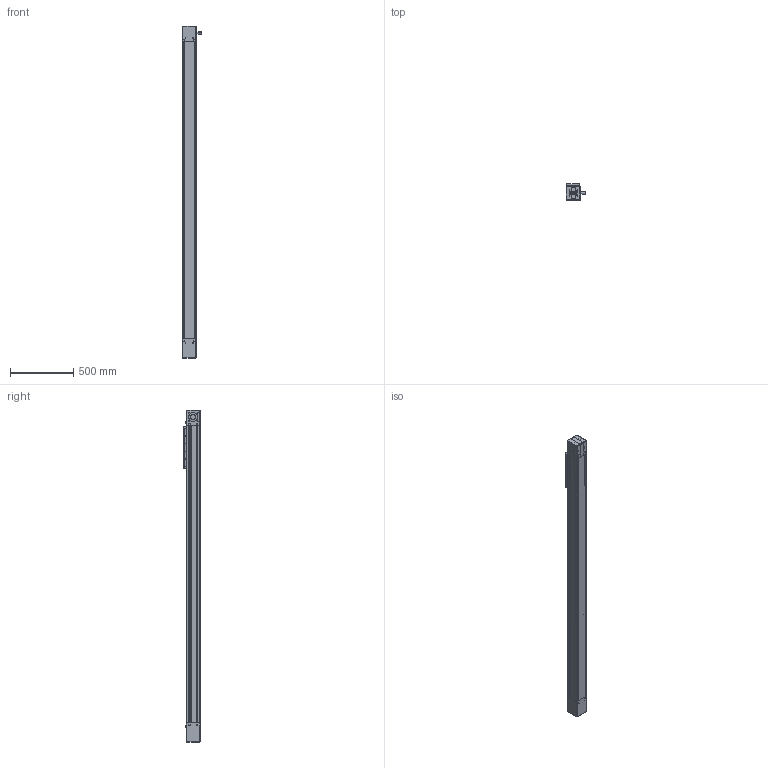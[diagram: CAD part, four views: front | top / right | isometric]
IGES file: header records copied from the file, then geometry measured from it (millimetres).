
Global section: file name: No Iges File Name specified; native system: Autodesk Inventor 2011; preprocessor: AutoDesk Inventor Iges Exporter R2011; author: pgrilc; date: 20110523.144523; units: millimetre
Bounding box: 155 x 129 x 2617 mm (x, y, z)
Volume: 19484925.7 mm3; surface area: 3350313.9 mm2
Topology: 1 solids, 21 shells, 1336 faces, 3554 edges, 2150 vertices
Faces by surface type: plane 479, revolution 307, bspline 260, cylinder 186, sphere 48, cone 40, torus 16
